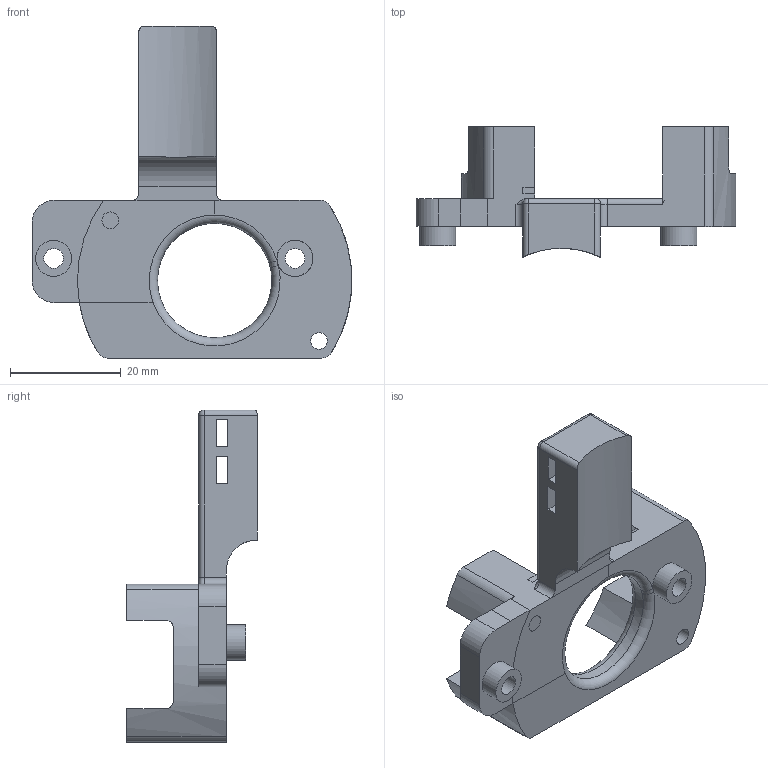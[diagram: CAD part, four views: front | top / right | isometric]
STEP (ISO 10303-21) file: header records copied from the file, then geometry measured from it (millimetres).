
FILE_DESCRIPTION(/* description */ (''),/* implementation_level */ '2;1');
FILE_NAME(/* name */ 'DB_EBB36_Orbiter2.0_wFSensor.1.0.step',/* time_stamp */ '2024-03-30T16:33:28-04:00',/* author */ (''),/* organization */ (''),/* preprocessor_version */ 'ST-DEVELOPER v20',/* originating_system */ 'Autodesk Translation Framework v12.20.1.177',/* authorisation */ '');
FILE_SCHEMA (('AUTOMOTIVE_DESIGN { 1 0 10303 214 3 1 1 }'));
Length unit declared in the file: millimetre
Products named in the file (1): (Unsaved)
Bounding box: 57.8 x 23.61 x 60 mm (x, y, z)
Volume: 12358.7 mm3; surface area: 7558 mm2
Topology: 1 solids, 1 shells, 83 faces, 222 edges, 144 vertices
Faces by surface type: plane 43, cylinder 33, torus 4, sphere 2, bspline 1
Full cylindrical faces by diameter (mm): 3 x2, 3.55 x2, 4.35 x2, 6.5 x2, 20.672 x1
Entity records: 2847 total; most frequent: CARTESIAN_POINT 641, DIRECTION 460, ORIENTED_EDGE 450, EDGE_CURVE 225, AXIS2_PLACEMENT_3D 166, VERTEX_POINT 147, LINE 128, VECTOR 128
